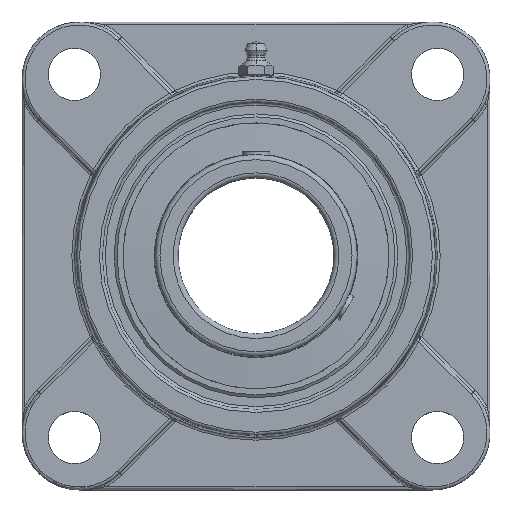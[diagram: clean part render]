
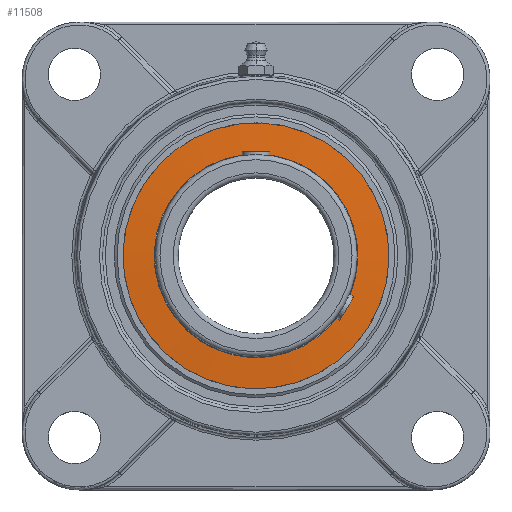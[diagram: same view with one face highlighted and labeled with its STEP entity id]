
A CAD part, top view. The second image highlights one B-rep face of the part: STEP entity #11508.
In plain terms, the highlighted conical face has half-angle 86.103 degrees and reference radius 35.877 mm.
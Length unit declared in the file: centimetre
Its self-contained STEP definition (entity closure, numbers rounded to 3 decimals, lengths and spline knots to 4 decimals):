
#11444=CARTESIAN_POINT('',(1.2256,-4.064,0.));
#11445=VERTEX_POINT('',#11444);
#11455=CARTESIAN_POINT('',(1.2256,4.064,0.));
#11456=VERTEX_POINT('',#11455);
#11457=CARTESIAN_POINT('',(1.2256,0.,0.));
#11458=DIRECTION('',(1.,0.,0.));
#11459=DIRECTION('',(-0.,1.,0.));
#11460=AXIS2_PLACEMENT_3D('',#11457,#11458,#11459);
#11461=CIRCLE('',#11460,4.064);
#11462=EDGE_CURVE('',#11456,#11445,#11461,.T.);
#11464=CARTESIAN_POINT('',(1.2256,0.,0.));
#11465=DIRECTION('',(1.,0.,0.));
#11466=DIRECTION('',(-0.,1.,0.));
#11467=AXIS2_PLACEMENT_3D('',#11464,#11465,#11466);
#11468=CIRCLE('',#11467,4.064);
#11469=EDGE_CURVE('',#11445,#11456,#11468,.T.);
#11474=CARTESIAN_POINT('',(1.258,0.,0.));
#11475=DIRECTION('',(-1.,0.,0.));
#11476=DIRECTION('',(0.,1.,0.));
#11477=AXIS2_PLACEMENT_3D('',#11474,#11475,#11476);
#11478=CONICAL_SURFACE('',#11477,3.5878,86.103);
#11479=CARTESIAN_POINT('',(1.2904,-3.1115,-0.));
#11480=VERTEX_POINT('',#11479);
#11481=CARTESIAN_POINT('',(1.2904,-3.1115,-0.));
#11482=DIRECTION('',(-0.068,-0.998,-0.));
#11483=VECTOR('',#11482,0.9547);
#11484=LINE('',#11481,#11483);
#11485=EDGE_CURVE('',#11480,#11445,#11484,.T.);
#11486=ORIENTED_EDGE('',*,*,#11485,.T.);
#11487=ORIENTED_EDGE('',*,*,#11469,.T.);
#11488=ORIENTED_EDGE('',*,*,#11462,.T.);
#11489=ORIENTED_EDGE('',*,*,#11485,.F.);
#11490=CARTESIAN_POINT('',(1.2904,3.1115,0.));
#11491=VERTEX_POINT('',#11490);
#11492=CARTESIAN_POINT('',(1.2904,0.,0.));
#11493=DIRECTION('',(1.,0.,0.));
#11494=DIRECTION('',(-0.,1.,0.));
#11495=AXIS2_PLACEMENT_3D('',#11492,#11493,#11494);
#11496=CIRCLE('',#11495,3.1115);
#11497=EDGE_CURVE('',#11491,#11480,#11496,.T.);
#11498=ORIENTED_EDGE('',*,*,#11497,.F.);
#11499=CARTESIAN_POINT('',(1.2904,0.,0.));
#11500=DIRECTION('',(1.,0.,0.));
#11501=DIRECTION('',(-0.,1.,0.));
#11502=AXIS2_PLACEMENT_3D('',#11499,#11500,#11501);
#11503=CIRCLE('',#11502,3.1115);
#11504=EDGE_CURVE('',#11480,#11491,#11503,.T.);
#11505=ORIENTED_EDGE('',*,*,#11504,.F.);
#11506=EDGE_LOOP('',(#11486,#11487,#11488,#11489,#11498,#11505));
#11507=FACE_BOUND('',#11506,.T.);
#11508=ADVANCED_FACE('',(#11507),#11478,.T.);
